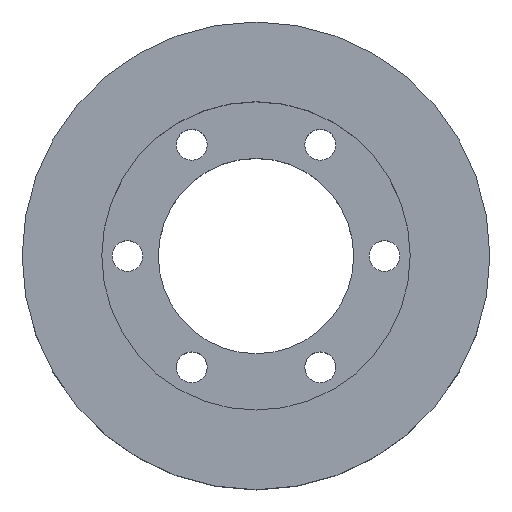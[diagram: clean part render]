
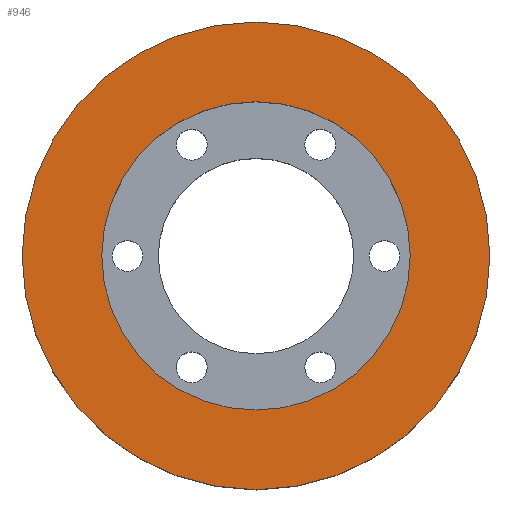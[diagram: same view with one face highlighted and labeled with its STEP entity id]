
A CAD part, top view. The second image highlights one B-rep face of the part: STEP entity #946.
In plain terms, the highlighted planar face has unit normal (0, 0, 1).
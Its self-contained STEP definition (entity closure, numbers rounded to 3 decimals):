
#765 = CYLINDRICAL_SURFACE('',#766,30.);
#766 = AXIS2_PLACEMENT_3D('',#767,#768,#769);
#767 = CARTESIAN_POINT('',(0.,0.,37.));
#768 = DIRECTION('',(0.,0.,1.));
#769 = DIRECTION('',(-1.,0.,0.));
#857 = VERTEX_POINT('',#858);
#858 = CARTESIAN_POINT('',(-30.,0.,37.));
#881 = EDGE_CURVE('',#857,#857,#882,.T.);
#882 = SURFACE_CURVE('',#883,(#888,#895),.PCURVE_S1.);
#883 = CIRCLE('',#884,30.);
#884 = AXIS2_PLACEMENT_3D('',#885,#886,#887);
#885 = CARTESIAN_POINT('',(0.,0.,37.));
#886 = DIRECTION('',(0.,0.,1.));
#887 = DIRECTION('',(-1.,0.,0.));
#888 = PCURVE('',#765,#889);
#889 = DEFINITIONAL_REPRESENTATION('',(#890),#894);
#890 = LINE('',#891,#892);
#891 = CARTESIAN_POINT('',(0.,0.));
#892 = VECTOR('',#893,1.);
#893 = DIRECTION('',(1.,0.));
#894 = ( GEOMETRIC_REPRESENTATION_CONTEXT(2) 
PARAMETRIC_REPRESENTATION_CONTEXT() REPRESENTATION_CONTEXT('2D SPACE',''
  ) );
#895 = PCURVE('',#896,#901);
#896 = PLANE('',#897);
#897 = AXIS2_PLACEMENT_3D('',#898,#899,#900);
#898 = CARTESIAN_POINT('',(0.,0.,37.));
#899 = DIRECTION('',(0.,0.,-1.));
#900 = DIRECTION('',(1.,0.,0.));
#901 = DEFINITIONAL_REPRESENTATION('',(#902),#910);
#902 = ( BOUNDED_CURVE() B_SPLINE_CURVE(2,(#903,#904,#905,#906,#907,#908
,#909),.UNSPECIFIED.,.T.,.F.) B_SPLINE_CURVE_WITH_KNOTS((1,2,2,2,2,1),(
    -2.094,0.,2.094,4.189,6.283,
8.378),.UNSPECIFIED.) CURVE() GEOMETRIC_REPRESENTATION_ITEM() 
RATIONAL_B_SPLINE_CURVE((1.,0.5,1.,0.5,1.,0.5,1.)) REPRESENTATION_ITEM(
  '') );
#903 = CARTESIAN_POINT('',(-30.,0.));
#904 = CARTESIAN_POINT('',(-30.,51.962));
#905 = CARTESIAN_POINT('',(15.,25.981));
#906 = CARTESIAN_POINT('',(60.,0.));
#907 = CARTESIAN_POINT('',(15.,-25.981));
#908 = CARTESIAN_POINT('',(-30.,-51.962));
#909 = CARTESIAN_POINT('',(-30.,0.));
#910 = ( GEOMETRIC_REPRESENTATION_CONTEXT(2) 
PARAMETRIC_REPRESENTATION_CONTEXT() REPRESENTATION_CONTEXT('2D SPACE',''
  ) );
#946 = ADVANCED_FACE('',(#947,#978),#896,.F.);
#947 = FACE_BOUND('',#948,.F.);
#948 = EDGE_LOOP('',(#949));
#949 = ORIENTED_EDGE('',*,*,#950,.T.);
#950 = EDGE_CURVE('',#951,#951,#953,.T.);
#951 = VERTEX_POINT('',#952);
#952 = CARTESIAN_POINT('',(45.5,0.,37.));
#953 = SURFACE_CURVE('',#954,(#959,#966),.PCURVE_S1.);
#954 = CIRCLE('',#955,45.5);
#955 = AXIS2_PLACEMENT_3D('',#956,#957,#958);
#956 = CARTESIAN_POINT('',(0.,0.,37.));
#957 = DIRECTION('',(0.,0.,-1.));
#958 = DIRECTION('',(1.,0.,0.));
#959 = PCURVE('',#896,#960);
#960 = DEFINITIONAL_REPRESENTATION('',(#961),#965);
#961 = CIRCLE('',#962,45.5);
#962 = AXIS2_PLACEMENT_2D('',#963,#964);
#963 = CARTESIAN_POINT('',(0.,0.));
#964 = DIRECTION('',(1.,0.));
#965 = ( GEOMETRIC_REPRESENTATION_CONTEXT(2) 
PARAMETRIC_REPRESENTATION_CONTEXT() REPRESENTATION_CONTEXT('2D SPACE',''
  ) );
#966 = PCURVE('',#967,#972);
#967 = CYLINDRICAL_SURFACE('',#968,45.5);
#968 = AXIS2_PLACEMENT_3D('',#969,#970,#971);
#969 = CARTESIAN_POINT('',(0.,0.,33.));
#970 = DIRECTION('',(0.,0.,1.));
#971 = DIRECTION('',(1.,0.,0.));
#972 = DEFINITIONAL_REPRESENTATION('',(#973),#977);
#973 = LINE('',#974,#975);
#974 = CARTESIAN_POINT('',(-0.,4.));
#975 = VECTOR('',#976,1.);
#976 = DIRECTION('',(-1.,0.));
#977 = ( GEOMETRIC_REPRESENTATION_CONTEXT(2) 
PARAMETRIC_REPRESENTATION_CONTEXT() REPRESENTATION_CONTEXT('2D SPACE',''
  ) );
#978 = FACE_BOUND('',#979,.F.);
#979 = EDGE_LOOP('',(#980));
#980 = ORIENTED_EDGE('',*,*,#881,.T.);
